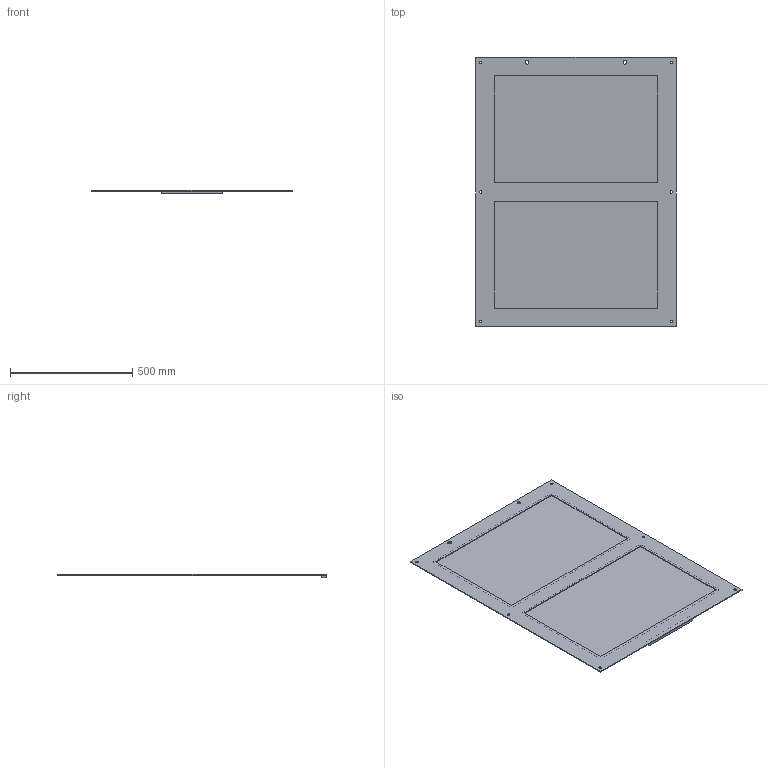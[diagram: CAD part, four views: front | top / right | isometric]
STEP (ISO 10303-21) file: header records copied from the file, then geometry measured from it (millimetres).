
FILE_DESCRIPTION (( 'STEP AP203' ), '1' );
FILE_NAME ('20213920S029-飛輪護罩.STEP', '2023-10-02T08:29:24', ( '' ), ( '' ), 'SwSTEP 2.0', 'SolidWorks 2018', '' );
FILE_SCHEMA (( 'CONFIG_CONTROL_DESIGN' ));
Length unit declared in the file: millimetre
Products named in the file (1): 20213920S029-飛輪護罩
Bounding box: 820 x 1100 x 13.2 mm (x, y, z)
Volume: 2067921.1 mm3; surface area: 1942663.4 mm2
Topology: 4 solids, 4 shells, 40 faces, 102 edges, 70 vertices
Faces by surface type: plane 32, cylinder 8
Full cylindrical faces by diameter (mm): 10 x6, 15 x2
Entity records: 1227 total; most frequent: CARTESIAN_POINT 193, DIRECTION 186, ORIENTED_EDGE 176, EDGE_CURVE 88, LINE 72, VECTOR 72, EDGE_LOOP 68, VERTEX_POINT 64
